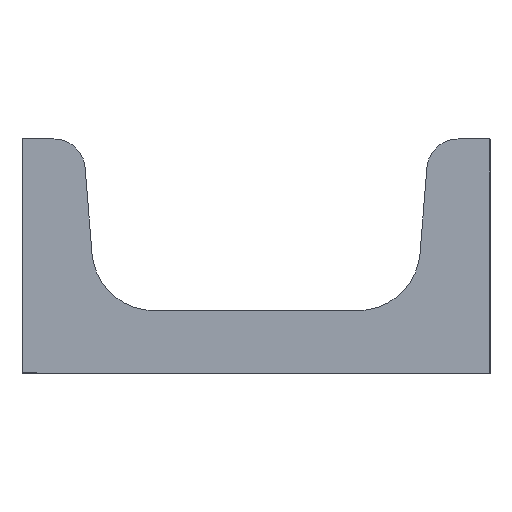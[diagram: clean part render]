
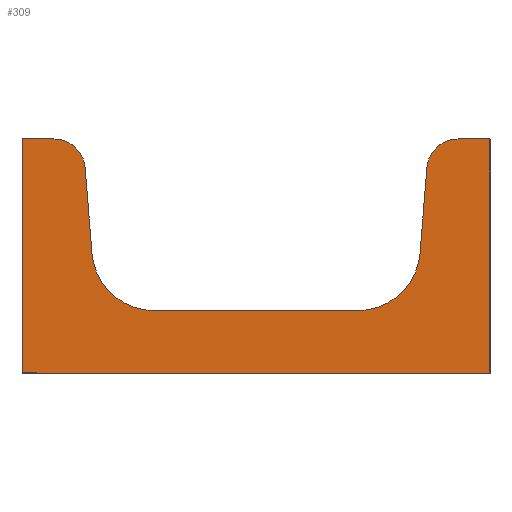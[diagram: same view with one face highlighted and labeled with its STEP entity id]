
A CAD part, left-side view. The second image highlights one B-rep face of the part: STEP entity #309.
In plain terms, the highlighted planar face has unit normal (-1, 0, 0).
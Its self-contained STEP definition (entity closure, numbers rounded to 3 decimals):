
#3 = CARTESIAN_POINT ( 'NONE',  ( -275., -11.473, 279. ) ) ;
#4 = EDGE_LOOP ( 'NONE', ( #101, #252, #131, #507, #54, #470, #329, #212, #489, #443, #49, #454 ) ) ;
#6 = CARTESIAN_POINT ( 'NONE',  ( -275., -11.473, 279. ) ) ;
#10 = VECTOR ( 'NONE', #111, 1000. ) ;
#13 = EDGE_CURVE ( 'NONE', #205, #258, #287, .T. ) ;
#31 = CARTESIAN_POINT ( 'NONE',  ( -275., -3., 275. ) ) ;
#37 = AXIS2_PLACEMENT_3D ( 'NONE', #140, #500, #70 ) ;
#47 = CARTESIAN_POINT ( 'NONE',  ( -275., -33., 290. ) ) ;
#49 = ORIENTED_EDGE ( 'NONE', *, *, #86, .T. ) ;
#50 = VERTEX_POINT ( 'NONE', #487 ) ;
#54 = ORIENTED_EDGE ( 'NONE', *, *, #13, .T. ) ;
#60 = EDGE_CURVE ( 'NONE', #50, #161, #421, .T. ) ;
#69 = VERTEX_POINT ( 'NONE', #103 ) ;
#70 = DIRECTION ( 'NONE',  ( 0., -1., 0. ) ) ;
#71 = CARTESIAN_POINT ( 'NONE',  ( -275., -7.045, 288.16 ) ) ;
#79 = CARTESIAN_POINT ( 'NONE',  ( -275., -33., 290. ) ) ;
#86 = EDGE_CURVE ( 'NONE', #69, #200, #170, .T. ) ;
#101 = ORIENTED_EDGE ( 'NONE', *, *, #295, .T. ) ;
#103 = CARTESIAN_POINT ( 'NONE',  ( -275., -5.051, 290. ) ) ;
#104 = LINE ( 'NONE', #3, #255 ) ;
#107 = DIRECTION ( 'NONE',  ( 0., 0., 1. ) ) ;
#111 = DIRECTION ( 'NONE',  ( 0., 0.08, 0.997 ) ) ;
#113 = CIRCLE ( 'NONE', #286, 4. ) ;
#115 = CARTESIAN_POINT ( 'NONE',  ( -275., -7.045, 288.16 ) ) ;
#118 = LINE ( 'NONE', #115, #10 ) ;
#131 = ORIENTED_EDGE ( 'NONE', *, *, #423, .T. ) ;
#132 = AXIS2_PLACEMENT_3D ( 'NONE', #459, #416, #135 ) ;
#135 = DIRECTION ( 'NONE',  ( 0., -1., 0. ) ) ;
#138 = EDGE_CURVE ( 'NONE', #258, #236, #442, .T. ) ;
#139 = CIRCLE ( 'NONE', #467, 2. ) ;
#140 = CARTESIAN_POINT ( 'NONE',  ( -275., -5.051, 288. ) ) ;
#143 = CARTESIAN_POINT ( 'NONE',  ( -275., -28.514, 282.679 ) ) ;
#149 = EDGE_CURVE ( 'NONE', #496, #499, #113, .T. ) ;
#151 = DIRECTION ( 'NONE',  ( 0., -1., 0. ) ) ;
#161 = VERTEX_POINT ( 'NONE', #79 ) ;
#164 = CARTESIAN_POINT ( 'NONE',  ( -275., -30.949, 288. ) ) ;
#165 = VECTOR ( 'NONE', #412, 1000. ) ;
#170 = LINE ( 'NONE', #289, #184 ) ;
#177 = FACE_OUTER_BOUND ( 'NONE', #4, .T. ) ;
#180 = PLANE ( 'NONE',  #411 ) ;
#181 = VECTOR ( 'NONE', #472, 1000. ) ;
#184 = VECTOR ( 'NONE', #455, 1000. ) ;
#200 = VERTEX_POINT ( 'NONE', #439 ) ;
#203 = CARTESIAN_POINT ( 'NONE',  ( -275., -28.955, 288.16 ) ) ;
#205 = VERTEX_POINT ( 'NONE', #358 ) ;
#212 = ORIENTED_EDGE ( 'NONE', *, *, #149, .T. ) ;
#218 = LINE ( 'NONE', #47, #181 ) ;
#229 = CARTESIAN_POINT ( 'NONE',  ( -275., -3., 275. ) ) ;
#236 = VERTEX_POINT ( 'NONE', #339 ) ;
#241 = VECTOR ( 'NONE', #293, 1000. ) ;
#246 = LINE ( 'NONE', #250, #457 ) ;
#247 = CARTESIAN_POINT ( 'NONE',  ( -275., -33., -578.888 ) ) ;
#250 = CARTESIAN_POINT ( 'NONE',  ( -275., -3., -578.888 ) ) ;
#252 = ORIENTED_EDGE ( 'NONE', *, *, #60, .T. ) ;
#255 = VECTOR ( 'NONE', #265, 1000. ) ;
#258 = VERTEX_POINT ( 'NONE', #143 ) ;
#261 = CARTESIAN_POINT ( 'NONE',  ( -275., -11.473, 283. ) ) ;
#262 = CARTESIAN_POINT ( 'NONE',  ( -275., -30.949, 290. ) ) ;
#265 = DIRECTION ( 'NONE',  ( 0., 1., 0. ) ) ;
#273 = VERTEX_POINT ( 'NONE', #71 ) ;
#282 = DIRECTION ( 'NONE',  ( -1., 0., 0. ) ) ;
#286 = AXIS2_PLACEMENT_3D ( 'NONE', #261, #479, #151 ) ;
#287 = LINE ( 'NONE', #203, #399 ) ;
#289 = CARTESIAN_POINT ( 'NONE',  ( -275., -3., 290. ) ) ;
#293 = DIRECTION ( 'NONE',  ( 0., -1., 0. ) ) ;
#295 = EDGE_CURVE ( 'NONE', #389, #50, #475, .T. ) ;
#309 = ADVANCED_FACE ( 'NONE', ( #177 ), #180, .T. ) ;
#316 = EDGE_CURVE ( 'NONE', #422, #205, #139, .T. ) ;
#323 = DIRECTION ( 'NONE',  ( 0., -1., 0. ) ) ;
#329 = ORIENTED_EDGE ( 'NONE', *, *, #365, .T. ) ;
#339 = CARTESIAN_POINT ( 'NONE',  ( -275., -24.527, 279. ) ) ;
#351 = EDGE_CURVE ( 'NONE', #273, #69, #432, .T. ) ;
#358 = CARTESIAN_POINT ( 'NONE',  ( -275., -28.955, 288.16 ) ) ;
#365 = EDGE_CURVE ( 'NONE', #236, #496, #104, .T. ) ;
#372 = EDGE_CURVE ( 'NONE', #389, #200, #246, .T. ) ;
#379 = DIRECTION ( 'NONE',  ( 0., -1., 0. ) ) ;
#389 = VERTEX_POINT ( 'NONE', #229 ) ;
#399 = VECTOR ( 'NONE', #407, 1000. ) ;
#407 = DIRECTION ( 'NONE',  ( 0., 0.08, -0.997 ) ) ;
#411 = AXIS2_PLACEMENT_3D ( 'NONE', #463, #503, #379 ) ;
#412 = DIRECTION ( 'NONE',  ( 0., 0., 1. ) ) ;
#416 = DIRECTION ( 'NONE',  ( 1., 0., 0. ) ) ;
#421 = LINE ( 'NONE', #247, #165 ) ;
#422 = VERTEX_POINT ( 'NONE', #262 ) ;
#423 = EDGE_CURVE ( 'NONE', #161, #422, #218, .T. ) ;
#432 = CIRCLE ( 'NONE', #37, 2. ) ;
#433 = CARTESIAN_POINT ( 'NONE',  ( -275., -7.486, 282.679 ) ) ;
#439 = CARTESIAN_POINT ( 'NONE',  ( -275., -3., 290. ) ) ;
#442 = CIRCLE ( 'NONE', #132, 4. ) ;
#443 = ORIENTED_EDGE ( 'NONE', *, *, #351, .T. ) ;
#454 = ORIENTED_EDGE ( 'NONE', *, *, #372, .F. ) ;
#455 = DIRECTION ( 'NONE',  ( 0., 1., 0. ) ) ;
#457 = VECTOR ( 'NONE', #107, 1000. ) ;
#458 = EDGE_CURVE ( 'NONE', #499, #273, #118, .T. ) ;
#459 = CARTESIAN_POINT ( 'NONE',  ( -275., -24.527, 283. ) ) ;
#463 = CARTESIAN_POINT ( 'NONE',  ( -275., -3., -578.888 ) ) ;
#467 = AXIS2_PLACEMENT_3D ( 'NONE', #164, #282, #323 ) ;
#470 = ORIENTED_EDGE ( 'NONE', *, *, #138, .T. ) ;
#472 = DIRECTION ( 'NONE',  ( 0., 1., 0. ) ) ;
#475 = LINE ( 'NONE', #31, #241 ) ;
#479 = DIRECTION ( 'NONE',  ( 1., 0., 0. ) ) ;
#487 = CARTESIAN_POINT ( 'NONE',  ( -275., -33., 275. ) ) ;
#489 = ORIENTED_EDGE ( 'NONE', *, *, #458, .T. ) ;
#496 = VERTEX_POINT ( 'NONE', #6 ) ;
#499 = VERTEX_POINT ( 'NONE', #433 ) ;
#500 = DIRECTION ( 'NONE',  ( -1., 0., 0. ) ) ;
#503 = DIRECTION ( 'NONE',  ( -1., 0., 0. ) ) ;
#507 = ORIENTED_EDGE ( 'NONE', *, *, #316, .T. ) ;
